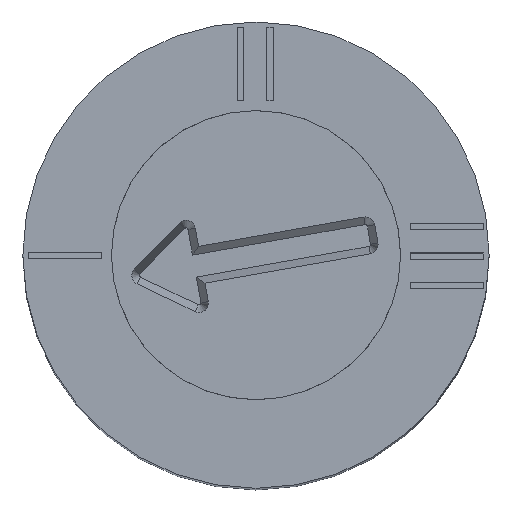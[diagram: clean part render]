
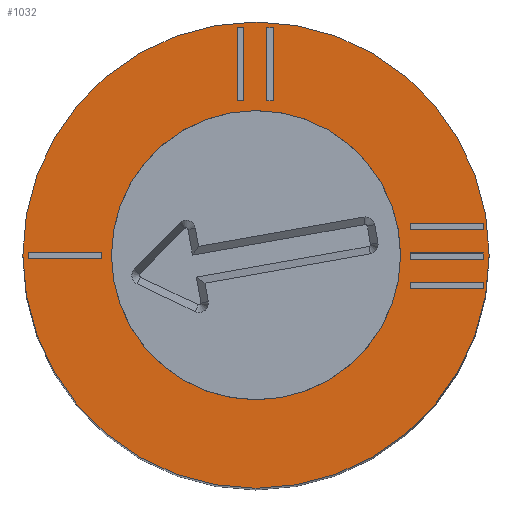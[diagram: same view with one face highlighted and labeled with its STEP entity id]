
A CAD part, top view. The second image highlights one B-rep face of the part: STEP entity #1032.
In plain terms, the highlighted planar face has unit normal (0, 0, 1).
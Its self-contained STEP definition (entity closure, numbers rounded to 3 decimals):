
#30=FACE_BOUND('',#192,.T.);
#31=FACE_BOUND('',#193,.T.);
#32=FACE_BOUND('',#194,.T.);
#33=FACE_BOUND('',#195,.T.);
#34=FACE_BOUND('',#196,.T.);
#35=FACE_BOUND('',#197,.T.);
#36=FACE_BOUND('',#198,.T.);
#71=PLANE('',#1171);
#128=FACE_OUTER_BOUND('',#191,.T.);
#191=EDGE_LOOP('',(#859));
#192=EDGE_LOOP('',(#860,#861,#862,#863));
#193=EDGE_LOOP('',(#864,#865,#866,#867));
#194=EDGE_LOOP('',(#868,#869,#870,#871));
#195=EDGE_LOOP('',(#872,#873,#874,#875));
#196=EDGE_LOOP('',(#876,#877,#878,#879));
#197=EDGE_LOOP('',(#880,#881,#882,#883));
#198=EDGE_LOOP('',(#884));
#226=LINE('',#1540,#335);
#229=LINE('',#1546,#338);
#232=LINE('',#1552,#341);
#235=LINE('',#1556,#344);
#238=LINE('',#1565,#347);
#241=LINE('',#1571,#350);
#244=LINE('',#1577,#353);
#247=LINE('',#1581,#356);
#250=LINE('',#1590,#359);
#253=LINE('',#1596,#362);
#256=LINE('',#1602,#365);
#259=LINE('',#1606,#368);
#262=LINE('',#1615,#371);
#265=LINE('',#1621,#374);
#268=LINE('',#1627,#377);
#271=LINE('',#1631,#380);
#274=LINE('',#1640,#383);
#277=LINE('',#1646,#386);
#280=LINE('',#1652,#389);
#283=LINE('',#1656,#392);
#286=LINE('',#1665,#395);
#289=LINE('',#1671,#398);
#292=LINE('',#1677,#401);
#295=LINE('',#1681,#404);
#335=VECTOR('',#1239,10.);
#338=VECTOR('',#1244,10.);
#341=VECTOR('',#1249,10.);
#344=VECTOR('',#1254,10.);
#347=VECTOR('',#1261,10.);
#350=VECTOR('',#1266,10.);
#353=VECTOR('',#1271,10.);
#356=VECTOR('',#1276,10.);
#359=VECTOR('',#1283,10.);
#362=VECTOR('',#1288,10.);
#365=VECTOR('',#1293,10.);
#368=VECTOR('',#1298,10.);
#371=VECTOR('',#1305,10.);
#374=VECTOR('',#1310,10.);
#377=VECTOR('',#1315,10.);
#380=VECTOR('',#1320,10.);
#383=VECTOR('',#1327,10.);
#386=VECTOR('',#1332,10.);
#389=VECTOR('',#1337,10.);
#392=VECTOR('',#1342,10.);
#395=VECTOR('',#1349,10.);
#398=VECTOR('',#1354,10.);
#401=VECTOR('',#1359,10.);
#404=VECTOR('',#1364,10.);
#444=CIRCLE('',#1158,1.55);
#451=CIRCLE('',#1170,2.5);
#477=VERTEX_POINT('',#1537);
#478=VERTEX_POINT('',#1539);
#480=VERTEX_POINT('',#1545);
#482=VERTEX_POINT('',#1551);
#485=VERTEX_POINT('',#1562);
#486=VERTEX_POINT('',#1564);
#488=VERTEX_POINT('',#1570);
#490=VERTEX_POINT('',#1576);
#493=VERTEX_POINT('',#1587);
#494=VERTEX_POINT('',#1589);
#496=VERTEX_POINT('',#1595);
#498=VERTEX_POINT('',#1601);
#501=VERTEX_POINT('',#1612);
#502=VERTEX_POINT('',#1614);
#504=VERTEX_POINT('',#1620);
#506=VERTEX_POINT('',#1626);
#509=VERTEX_POINT('',#1637);
#510=VERTEX_POINT('',#1639);
#512=VERTEX_POINT('',#1645);
#514=VERTEX_POINT('',#1651);
#517=VERTEX_POINT('',#1662);
#518=VERTEX_POINT('',#1664);
#520=VERTEX_POINT('',#1670);
#522=VERTEX_POINT('',#1676);
#523=VERTEX_POINT('',#1684);
#530=VERTEX_POINT('',#1707);
#571=EDGE_CURVE('',#478,#477,#226,.T.);
#574=EDGE_CURVE('',#480,#478,#229,.T.);
#577=EDGE_CURVE('',#482,#480,#232,.T.);
#580=EDGE_CURVE('',#477,#482,#235,.T.);
#583=EDGE_CURVE('',#486,#485,#238,.T.);
#586=EDGE_CURVE('',#488,#486,#241,.T.);
#589=EDGE_CURVE('',#490,#488,#244,.T.);
#592=EDGE_CURVE('',#485,#490,#247,.T.);
#595=EDGE_CURVE('',#494,#493,#250,.T.);
#598=EDGE_CURVE('',#496,#494,#253,.T.);
#601=EDGE_CURVE('',#498,#496,#256,.T.);
#604=EDGE_CURVE('',#493,#498,#259,.T.);
#607=EDGE_CURVE('',#502,#501,#262,.T.);
#610=EDGE_CURVE('',#504,#502,#265,.T.);
#613=EDGE_CURVE('',#506,#504,#268,.T.);
#616=EDGE_CURVE('',#501,#506,#271,.T.);
#619=EDGE_CURVE('',#510,#509,#274,.T.);
#622=EDGE_CURVE('',#512,#510,#277,.T.);
#625=EDGE_CURVE('',#514,#512,#280,.T.);
#628=EDGE_CURVE('',#509,#514,#283,.T.);
#631=EDGE_CURVE('',#518,#517,#286,.T.);
#634=EDGE_CURVE('',#520,#518,#289,.T.);
#637=EDGE_CURVE('',#522,#520,#292,.T.);
#640=EDGE_CURVE('',#517,#522,#295,.T.);
#641=EDGE_CURVE('',#523,#523,#444,.T.);
#652=EDGE_CURVE('',#530,#530,#451,.T.);
#859=ORIENTED_EDGE('',*,*,#652,.F.);
#860=ORIENTED_EDGE('',*,*,#571,.T.);
#861=ORIENTED_EDGE('',*,*,#580,.T.);
#862=ORIENTED_EDGE('',*,*,#577,.T.);
#863=ORIENTED_EDGE('',*,*,#574,.T.);
#864=ORIENTED_EDGE('',*,*,#583,.T.);
#865=ORIENTED_EDGE('',*,*,#592,.T.);
#866=ORIENTED_EDGE('',*,*,#589,.T.);
#867=ORIENTED_EDGE('',*,*,#586,.T.);
#868=ORIENTED_EDGE('',*,*,#595,.T.);
#869=ORIENTED_EDGE('',*,*,#604,.T.);
#870=ORIENTED_EDGE('',*,*,#601,.T.);
#871=ORIENTED_EDGE('',*,*,#598,.T.);
#872=ORIENTED_EDGE('',*,*,#607,.T.);
#873=ORIENTED_EDGE('',*,*,#616,.T.);
#874=ORIENTED_EDGE('',*,*,#613,.T.);
#875=ORIENTED_EDGE('',*,*,#610,.T.);
#876=ORIENTED_EDGE('',*,*,#619,.T.);
#877=ORIENTED_EDGE('',*,*,#628,.T.);
#878=ORIENTED_EDGE('',*,*,#625,.T.);
#879=ORIENTED_EDGE('',*,*,#622,.T.);
#880=ORIENTED_EDGE('',*,*,#631,.T.);
#881=ORIENTED_EDGE('',*,*,#640,.T.);
#882=ORIENTED_EDGE('',*,*,#637,.T.);
#883=ORIENTED_EDGE('',*,*,#634,.T.);
#884=ORIENTED_EDGE('',*,*,#641,.T.);
#1032=ADVANCED_FACE('',(#128,#30,#31,#32,#33,#34,#35,#36),#71,.F.);
#1158=AXIS2_PLACEMENT_3D('',#1685,#1369,#1370);
#1170=AXIS2_PLACEMENT_3D('',#1708,#1397,#1398);
#1171=AXIS2_PLACEMENT_3D('',#1710,#1400,#1401);
#1239=DIRECTION('',(1.,0.,0.));
#1244=DIRECTION('',(0.,1.,0.));
#1249=DIRECTION('',(-1.,0.,0.));
#1254=DIRECTION('',(0.,-1.,0.));
#1261=DIRECTION('',(1.,0.,0.));
#1266=DIRECTION('',(0.,1.,0.));
#1271=DIRECTION('',(-1.,0.,0.));
#1276=DIRECTION('',(0.,-1.,0.));
#1283=DIRECTION('',(1.,0.,0.));
#1288=DIRECTION('',(0.,1.,0.));
#1293=DIRECTION('',(-1.,0.,0.));
#1298=DIRECTION('',(0.,-1.,0.));
#1305=DIRECTION('',(0.,-1.,0.));
#1310=DIRECTION('',(1.,0.,0.));
#1315=DIRECTION('',(0.,1.,0.));
#1320=DIRECTION('',(-1.,0.,0.));
#1327=DIRECTION('',(0.,-1.,0.));
#1332=DIRECTION('',(1.,0.,0.));
#1337=DIRECTION('',(0.,1.,0.));
#1342=DIRECTION('',(-1.,0.,0.));
#1349=DIRECTION('',(1.,0.,0.));
#1354=DIRECTION('',(0.,1.,0.));
#1359=DIRECTION('',(-1.,0.,0.));
#1364=DIRECTION('',(0.,-1.,0.));
#1369=DIRECTION('center_axis',(0.,0.,-1.));
#1370=DIRECTION('ref_axis',(1.,0.,0.));
#1397=DIRECTION('center_axis',(0.,0.,-1.));
#1398=DIRECTION('ref_axis',(-1.,0.,0.));
#1400=DIRECTION('center_axis',(0.,0.,-1.));
#1401=DIRECTION('ref_axis',(-1.,0.,0.));
#1537=CARTESIAN_POINT('',(2.438,0.339,12.));
#1539=CARTESIAN_POINT('',(1.654,0.339,12.));
#1540=CARTESIAN_POINT('',(1.219,0.339,12.));
#1545=CARTESIAN_POINT('',(1.654,0.272,12.));
#1546=CARTESIAN_POINT('',(1.654,0.169,12.));
#1551=CARTESIAN_POINT('',(2.438,0.272,12.));
#1552=CARTESIAN_POINT('',(0.827,0.272,12.));
#1556=CARTESIAN_POINT('',(2.438,0.136,12.));
#1562=CARTESIAN_POINT('',(2.438,0.023,12.));
#1564=CARTESIAN_POINT('',(1.654,0.023,12.));
#1565=CARTESIAN_POINT('',(1.219,0.023,12.));
#1570=CARTESIAN_POINT('',(1.654,-0.044,12.));
#1571=CARTESIAN_POINT('',(1.654,0.012,12.));
#1576=CARTESIAN_POINT('',(2.438,-0.044,12.));
#1577=CARTESIAN_POINT('',(0.827,-0.044,12.));
#1581=CARTESIAN_POINT('',(2.438,-0.022,12.));
#1587=CARTESIAN_POINT('',(2.438,-0.292,12.));
#1589=CARTESIAN_POINT('',(1.654,-0.292,12.));
#1590=CARTESIAN_POINT('',(1.219,-0.292,12.));
#1595=CARTESIAN_POINT('',(1.654,-0.359,12.));
#1596=CARTESIAN_POINT('',(1.654,-0.146,12.));
#1601=CARTESIAN_POINT('',(2.438,-0.359,12.));
#1602=CARTESIAN_POINT('',(0.827,-0.359,12.));
#1606=CARTESIAN_POINT('',(2.438,-0.18,12.));
#1612=CARTESIAN_POINT('',(0.184,1.656,12.));
#1614=CARTESIAN_POINT('',(0.184,2.441,12.));
#1615=CARTESIAN_POINT('',(0.184,0.828,12.));
#1620=CARTESIAN_POINT('',(0.117,2.441,12.));
#1621=CARTESIAN_POINT('',(0.092,2.441,12.));
#1626=CARTESIAN_POINT('',(0.117,1.656,12.));
#1627=CARTESIAN_POINT('',(0.117,1.221,12.));
#1631=CARTESIAN_POINT('',(0.058,1.656,12.));
#1637=CARTESIAN_POINT('',(-0.132,1.656,12.));
#1639=CARTESIAN_POINT('',(-0.132,2.441,12.));
#1640=CARTESIAN_POINT('',(-0.132,0.828,12.));
#1645=CARTESIAN_POINT('',(-0.199,2.441,12.));
#1646=CARTESIAN_POINT('',(-0.066,2.441,12.));
#1651=CARTESIAN_POINT('',(-0.199,1.656,12.));
#1652=CARTESIAN_POINT('',(-0.199,1.221,12.));
#1656=CARTESIAN_POINT('',(-0.099,1.656,12.));
#1662=CARTESIAN_POINT('',(-1.659,0.031,12.));
#1664=CARTESIAN_POINT('',(-2.444,0.031,12.));
#1665=CARTESIAN_POINT('',(-0.83,0.031,12.));
#1670=CARTESIAN_POINT('',(-2.444,-0.036,12.));
#1671=CARTESIAN_POINT('',(-2.444,0.015,12.));
#1676=CARTESIAN_POINT('',(-1.659,-0.036,12.));
#1677=CARTESIAN_POINT('',(-1.222,-0.036,12.));
#1681=CARTESIAN_POINT('',(-1.659,-0.018,12.));
#1684=CARTESIAN_POINT('',(-1.55,0.,12.));
#1685=CARTESIAN_POINT('Origin',(0.,0.,12.));
#1707=CARTESIAN_POINT('',(2.5,0.,12.));
#1708=CARTESIAN_POINT('Origin',(0.,0.,12.));
#1710=CARTESIAN_POINT('Origin',(0.,0.,12.));
